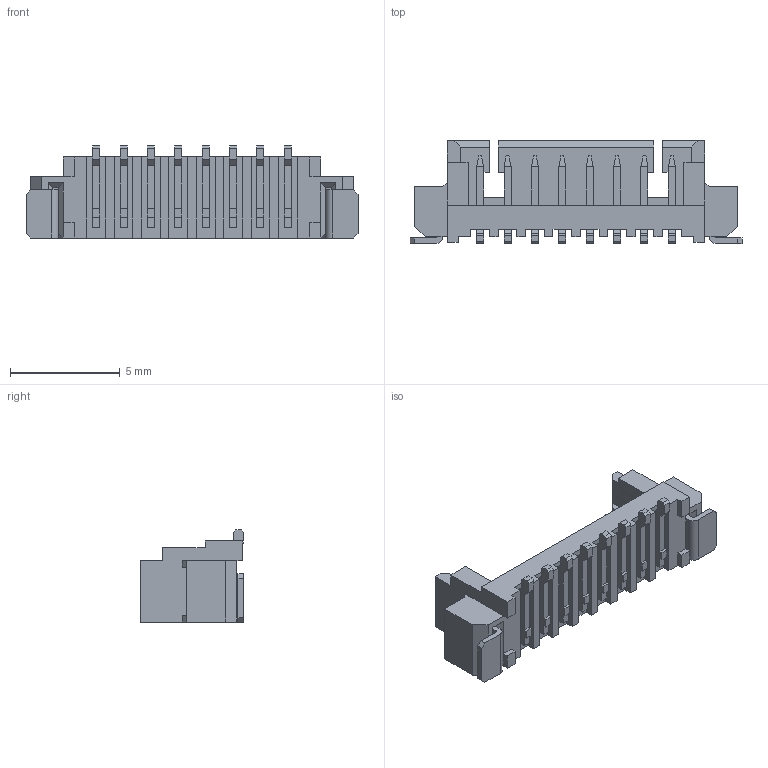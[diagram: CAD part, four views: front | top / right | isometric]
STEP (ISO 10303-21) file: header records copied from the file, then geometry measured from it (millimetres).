
FILE_DESCRIPTION((''),'2;1');
FILE_NAME('533980871','2021-04-22T',('gga'),(''),'PRO/ENGINEER BY PARAMETRIC TECHNOLOGY CORPORATION, 2016010','PRO/ENGINEER BY PARAMETRIC TECHNOLOGY CORPORATION, 2016010','');
FILE_SCHEMA(('CONFIG_CONTROL_DESIGN'));
Length unit declared in the file: millimetre
Products named in the file (1): 533980871
Bounding box: 15.15 x 4.7 x 4.2 mm (x, y, z)
Volume: 100.7 mm3; surface area: 384.2 mm2
Topology: 1 solids, 1 shells, 371 faces, 1054 edges, 704 vertices
Faces by surface type: plane 363, cylinder 8
Entity records: 11703 total; most frequent: CARTESIAN_POINT 2084, ORIENTED_EDGE 2014, DIRECTION 1808, VECTOR 1036, LINE 1036, EDGE_CURVE 1007, VERTEX_POINT 650, EDGE_LOOP 387
